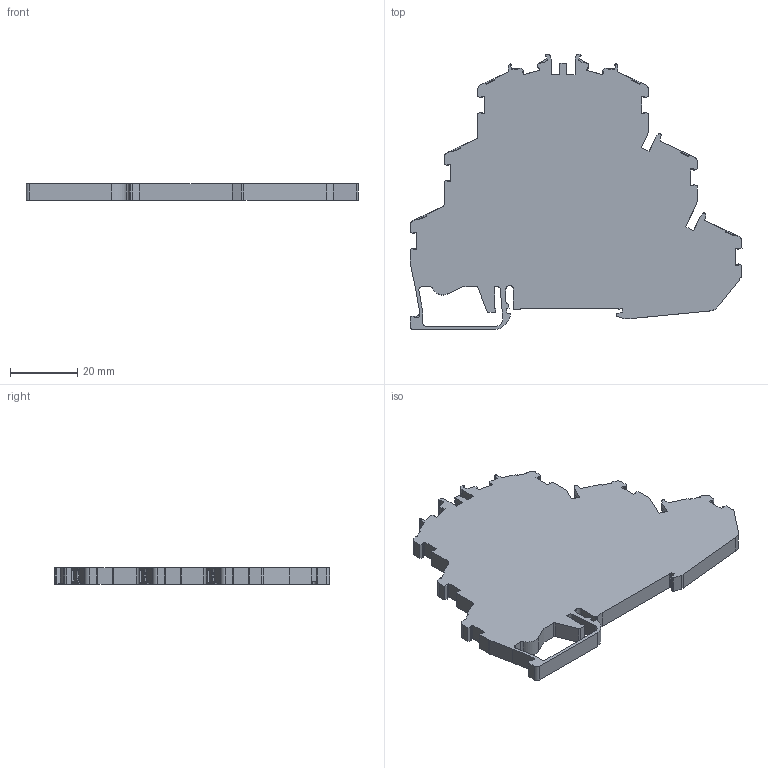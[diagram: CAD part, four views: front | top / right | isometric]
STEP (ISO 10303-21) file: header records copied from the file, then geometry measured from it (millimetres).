
FILE_DESCRIPTION (( 'STEP AP214' ), '1' );
FILE_NAME ('307199_PYK 2,5-3F_Grey.STP', '2013-11-13T08:27:58', ( 'arge' ), ( 'Microsoft' ), 'SwSTEP 2.0', 'SolidWorks 2013', '' );
FILE_SCHEMA (( 'AUTOMOTIVE_DESIGN' ));
Length unit declared in the file: millimetre
Products named in the file (1): 307199_PYK 2,5-3F_Grey
Bounding box: 98.73 x 81.85 x 5 mm (x, y, z)
Volume: 25841.8 mm3; surface area: 13104.9 mm2
Topology: 1 solids, 1 shells, 606 faces, 1797 edges, 1197 vertices
Faces by surface type: plane 365, cylinder 213, bspline 28
Entity records: 20675 total; most frequent: CARTESIAN_POINT 4489, ORIENTED_EDGE 3594, DIRECTION 3166, EDGE_CURVE 1797, VECTOR 1260, LINE 1260, VERTEX_POINT 1197, AXIS2_PLACEMENT_3D 953
